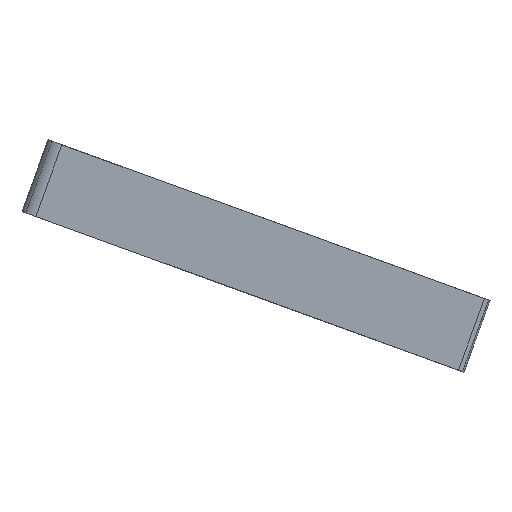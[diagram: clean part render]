
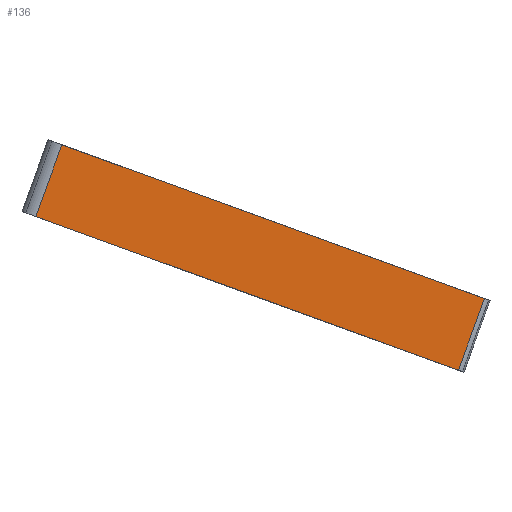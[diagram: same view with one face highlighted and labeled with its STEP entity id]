
A CAD part, left-side view. The second image highlights one B-rep face of the part: STEP entity #136.
In plain terms, the highlighted planar face has unit normal (-1, 0, 0).
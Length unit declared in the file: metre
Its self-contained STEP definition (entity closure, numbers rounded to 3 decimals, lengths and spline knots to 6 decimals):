
#136=ADVANCED_FACE('0:131',(#363),#364,.T.);
#363=FACE_OUTER_BOUND('',#666,.T.);
#364=PLANE('',#667);
#666=EDGE_LOOP('',(#3279,#3280,#3281,#3282));
#667=AXIS2_PLACEMENT_3D('',#3283,#3284,#3285);
#3279=ORIENTED_EDGE('',*,*,#3981,.F.);
#3280=ORIENTED_EDGE('',*,*,#3982,.F.);
#3281=ORIENTED_EDGE('',*,*,#3977,.T.);
#3282=ORIENTED_EDGE('',*,*,#3936,.T.);
#3283=CARTESIAN_POINT('',(-0.076579,-0.008975,-0.038084));
#3284=DIRECTION('',(-1.0,0.,0.));
#3285=DIRECTION('',(0.,0.94,0.342));
#3936=EDGE_CURVE('0:533',#4514,#4512,#4515,.F.);
#3977=EDGE_CURVE('0:650',#4571,#4514,#4572,.T.);
#3981=EDGE_CURVE('0:668',#4576,#4512,#4577,.T.);
#3982=EDGE_CURVE('0:671',#4571,#4576,#4578,.T.);
#4512=VERTEX_POINT('',#5440);
#4514=VERTEX_POINT('',#5442);
#4515=LINE('',#5443,#5444);
#4571=VERTEX_POINT('',#5510);
#4572=LINE('',#5511,#5512);
#4576=VERTEX_POINT('',#5517);
#4577=LINE('',#5518,#5519);
#4578=LINE('',#5520,#5521);
#5440=CARTESIAN_POINT('',(-0.076579,-0.071862,-0.088535));
#5442=CARTESIAN_POINT('',(-0.076579,0.071629,-0.036309));
#5443=CARTESIAN_POINT('',(-0.076579,-0.007314,-0.065042));
#5444=VECTOR('',#6223,1.0);
#5510=CARTESIAN_POINT('',(-0.076579,0.06277,-0.011971));
#5511=CARTESIAN_POINT('',(-0.076579,0.06277,-0.011971));
#5512=VECTOR('',#6324,1.0);
#5517=CARTESIAN_POINT('',(-0.076579,-0.080721,-0.064197));
#5518=CARTESIAN_POINT('',(-0.076579,-0.080721,-0.064197));
#5519=VECTOR('',#6332,1.0);
#5520=CARTESIAN_POINT('',(-0.076579,0.06277,-0.011971));
#5521=VECTOR('',#6333,1.0);
#6223=DIRECTION('',(0.,0.94,0.342));
#6324=DIRECTION('',(0.,0.342,-0.94));
#6332=DIRECTION('',(0.,0.342,-0.94));
#6333=DIRECTION('',(0.,-0.94,-0.342));
